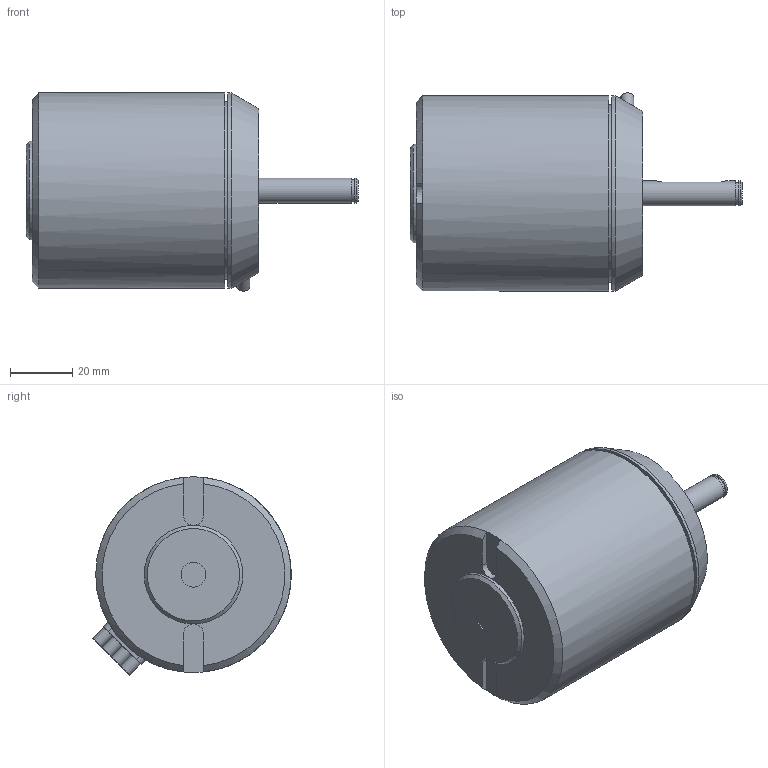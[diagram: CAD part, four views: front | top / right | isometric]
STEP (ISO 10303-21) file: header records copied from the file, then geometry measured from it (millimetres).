
FILE_DESCRIPTION(/* description */ (''),/* implementation_level */ '2;1');
FILE_NAME(/* name */ '6374_bldc_motor v1.step',/* time_stamp */ '2024-04-18T18:46:47+02:00',/* author */ (''),/* organization */ (''),/* preprocessor_version */ 'ST-DEVELOPER v20',/* originating_system */ 'Autodesk Translation Framework v12.20.1.177',/* authorisation */ '');
FILE_SCHEMA (('AUTOMOTIVE_DESIGN { 1 0 10303 214 3 1 1 }'));
Length unit declared in the file: inch
Products named in the file (1): 6374_bldc_motor
Bounding box: 106.93 x 63.94 x 63.85 mm (x, y, z)
Volume: 223921.4 mm3; surface area: 24075.2 mm2
Topology: 1 solids, 1 shells, 76 faces, 147 edges, 96 vertices
Faces by surface type: plane 40, cylinder 30, cone 6
Full cylindrical faces by diameter (mm): 4 x8, 4.131 x4, 7 x1, 8 x3, 11.43 x1, 13.97 x1, 31.75 x1, 57.15 x1, 63 x2
Entity records: 2053 total; most frequent: CARTESIAN_POINT 403, DIRECTION 367, ORIENTED_EDGE 294, AXIS2_PLACEMENT_3D 153, EDGE_CURVE 147, EDGE_LOOP 99, VERTEX_POINT 96, FACE_OUTER_BOUND 76
